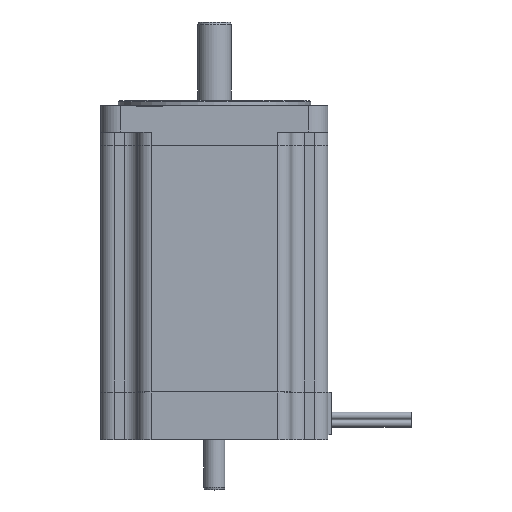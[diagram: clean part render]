
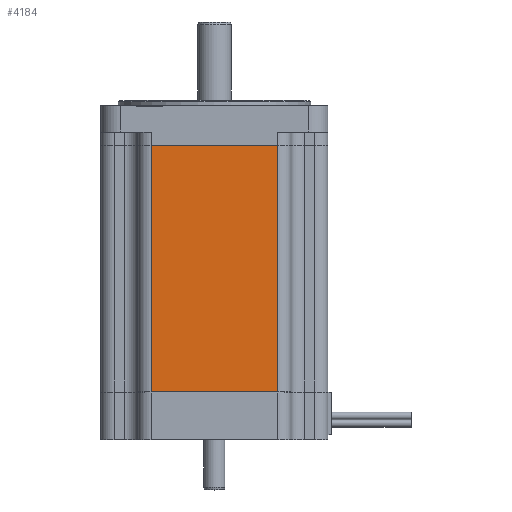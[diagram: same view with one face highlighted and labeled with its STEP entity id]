
A CAD part, top view. The second image highlights one B-rep face of the part: STEP entity #4184.
In plain terms, the highlighted planar face has unit normal (0, 0, 1).
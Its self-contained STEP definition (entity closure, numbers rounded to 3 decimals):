
#106=PLANE('',#4576);
#362=FACE_OUTER_BOUND('',#601,.T.);
#601=EDGE_LOOP('',(#3356,#3357,#3358,#3359));
#954=LINE('',#6693,#1376);
#978=LINE('',#6759,#1400);
#979=LINE('',#6761,#1401);
#980=LINE('',#6762,#1402);
#1376=VECTOR('',#5363,1000.);
#1400=VECTOR('',#5423,1000.);
#1401=VECTOR('',#5424,1000.);
#1402=VECTOR('',#5425,1000.);
#2083=VERTEX_POINT('',#6690);
#2084=VERTEX_POINT('',#6692);
#2108=VERTEX_POINT('',#6758);
#2109=VERTEX_POINT('',#6760);
#2564=EDGE_CURVE('',#2083,#2084,#954,.T.);
#2599=EDGE_CURVE('',#2083,#2108,#978,.T.);
#2600=EDGE_CURVE('',#2108,#2109,#979,.T.);
#2601=EDGE_CURVE('',#2109,#2084,#980,.T.);
#3356=ORIENTED_EDGE('',*,*,#2564,.F.);
#3357=ORIENTED_EDGE('',*,*,#2599,.T.);
#3358=ORIENTED_EDGE('',*,*,#2600,.T.);
#3359=ORIENTED_EDGE('',*,*,#2601,.T.);
#4184=ADVANCED_FACE('',(#362),#106,.F.);
#4576=AXIS2_PLACEMENT_3D('',#6757,#5421,#5422);
#5363=DIRECTION('',(1.,0.,0.));
#5421=DIRECTION('center_axis',(0.,0.,-1.));
#5422=DIRECTION('ref_axis',(-1.,0.,0.));
#5423=DIRECTION('',(0.,-1.,0.));
#5424=DIRECTION('',(1.,0.,0.));
#5425=DIRECTION('',(0.,1.,0.));
#6690=CARTESIAN_POINT('',(5.607,111.49,60.356));
#6692=CARTESIAN_POINT('',(53.607,111.49,60.356));
#6693=CARTESIAN_POINT('',(-5.893,111.49,60.356));
#6757=CARTESIAN_POINT('Origin',(-5.893,126.5,60.356));
#6758=CARTESIAN_POINT('',(5.607,18.01,60.356));
#6759=CARTESIAN_POINT('',(5.607,126.5,60.356));
#6760=CARTESIAN_POINT('',(53.607,18.01,60.356));
#6761=CARTESIAN_POINT('',(-5.893,18.01,60.356));
#6762=CARTESIAN_POINT('',(53.607,126.5,60.356));
